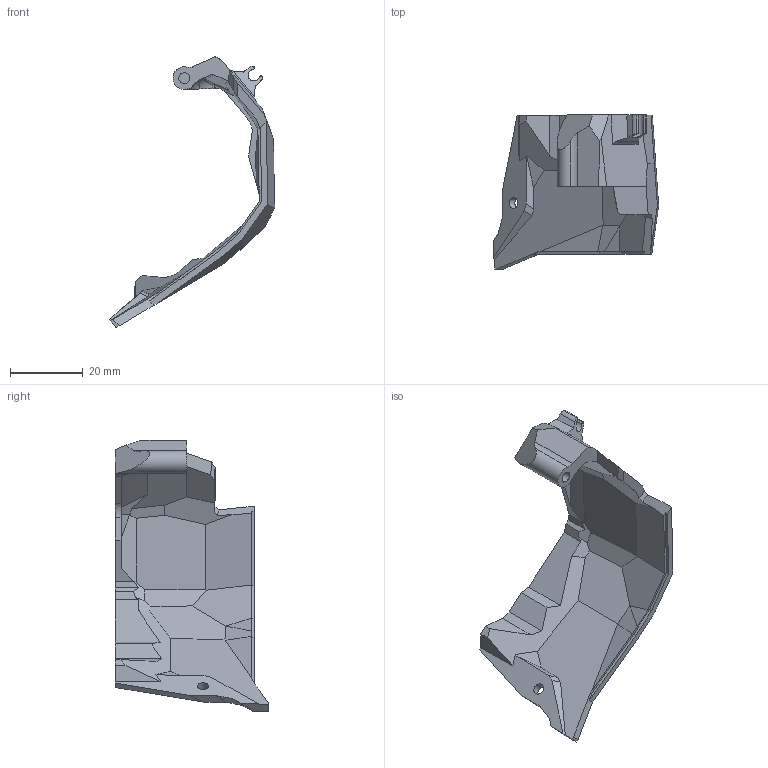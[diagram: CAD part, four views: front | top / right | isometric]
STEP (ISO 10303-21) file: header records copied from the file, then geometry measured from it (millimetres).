
FILE_DESCRIPTION(/* description */ (''),/* implementation_level */ '2;1');
FILE_NAME(/* name */ 'revised_cable_cover_CW2.step',/* time_stamp */ '2022-04-04T19:31:34-07:00',/* author */ (''),/* organization */ (''),/* preprocessor_version */ 'ST-DEVELOPER v18.1',/* originating_system */ 'Autodesk Translation Framework v10.14.0.1471',/* authorisation */ '');
FILE_SCHEMA (('AUTOMOTIVE_DESIGN { 1 0 10303 214 3 1 1 }'));
Length unit declared in the file: millimetre
Products named in the file (1): revised cable cover (1)
Bounding box: 45.41 x 42.2 x 74.49 mm (x, y, z)
Volume: 20016.7 mm3; surface area: 16534.4 mm2
Topology: 2 solids, 2 shells, 213 faces, 611 edges, 404 vertices
Faces by surface type: plane 182, cylinder 27, bspline 4
Full cylindrical faces by diameter (mm): 3 x4
Entity records: 8390 total; most frequent: CARTESIAN_POINT 2755, ORIENTED_EDGE 1222, DIRECTION 1071, EDGE_CURVE 611, LINE 539, VECTOR 539, VERTEX_POINT 404, AXIS2_PLACEMENT_3D 266
